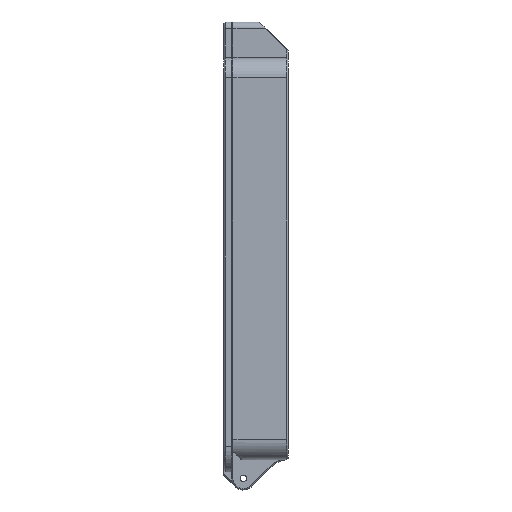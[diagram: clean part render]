
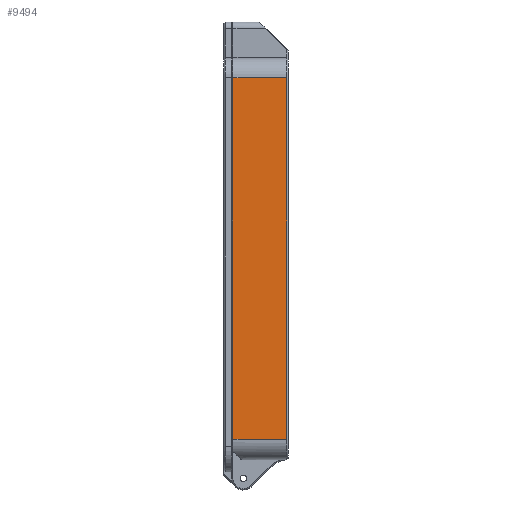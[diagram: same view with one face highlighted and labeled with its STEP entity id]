
A CAD part, front view. The second image highlights one B-rep face of the part: STEP entity #9494.
In plain terms, the highlighted planar face has unit normal (0, -1, 0).
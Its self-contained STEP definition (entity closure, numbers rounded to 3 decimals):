
#209=PLANE('',#10111);
#1007=FACE_OUTER_BOUND('',#1540,.T.);
#1540=EDGE_LOOP('',(#7302,#7303,#7304,#7305));
#2205=LINE('',#17749,#3088);
#2225=LINE('',#17812,#3108);
#2352=LINE('',#18182,#3235);
#2353=LINE('',#18184,#3236);
#3088=VECTOR('',#11204,10.);
#3108=VECTOR('',#11266,10.);
#3235=VECTOR('',#11627,10.);
#3236=VECTOR('',#11630,10.);
#4062=VERTEX_POINT('',#17743);
#4063=VERTEX_POINT('',#17747);
#4080=VERTEX_POINT('',#17804);
#4082=VERTEX_POINT('',#17810);
#5113=EDGE_CURVE('',#4062,#4063,#2205,.T.);
#5143=EDGE_CURVE('',#4082,#4080,#2225,.T.);
#5317=EDGE_CURVE('',#4082,#4063,#2352,.T.);
#5318=EDGE_CURVE('',#4080,#4062,#2353,.T.);
#7302=ORIENTED_EDGE('',*,*,#5113,.F.);
#7303=ORIENTED_EDGE('',*,*,#5318,.F.);
#7304=ORIENTED_EDGE('',*,*,#5143,.F.);
#7305=ORIENTED_EDGE('',*,*,#5317,.T.);
#9494=ADVANCED_FACE('',(#1007),#209,.T.);
#10111=AXIS2_PLACEMENT_3D('',#18183,#11628,#11629);
#11204=DIRECTION('',(0.,0.,1.));
#11266=DIRECTION('',(0.,0.,-1.));
#11627=DIRECTION('',(-1.,0.,0.));
#11628=DIRECTION('center_axis',(0.,-1.,0.));
#11629=DIRECTION('ref_axis',(0.,0.,
1.));
#11630=DIRECTION('',(-1.,0.,0.));
#17743=CARTESIAN_POINT('',(28.935,-2.35,-56.371));
#17747=CARTESIAN_POINT('',(28.935,-2.35,55.629));
#17749=CARTESIAN_POINT('',(28.935,-2.35,-28.371));
#17804=CARTESIAN_POINT('',(45.635,-2.35,-56.371));
#17810=CARTESIAN_POINT('',(45.635,-2.35,55.629));
#17812=CARTESIAN_POINT('',(45.635,-2.35,-54.871));
#18182=CARTESIAN_POINT('',(46.035,-2.35,55.629));
#18183=CARTESIAN_POINT('Origin',(46.035,-2.35,-56.371));
#18184=CARTESIAN_POINT('',(46.035,-2.35,-56.371));
